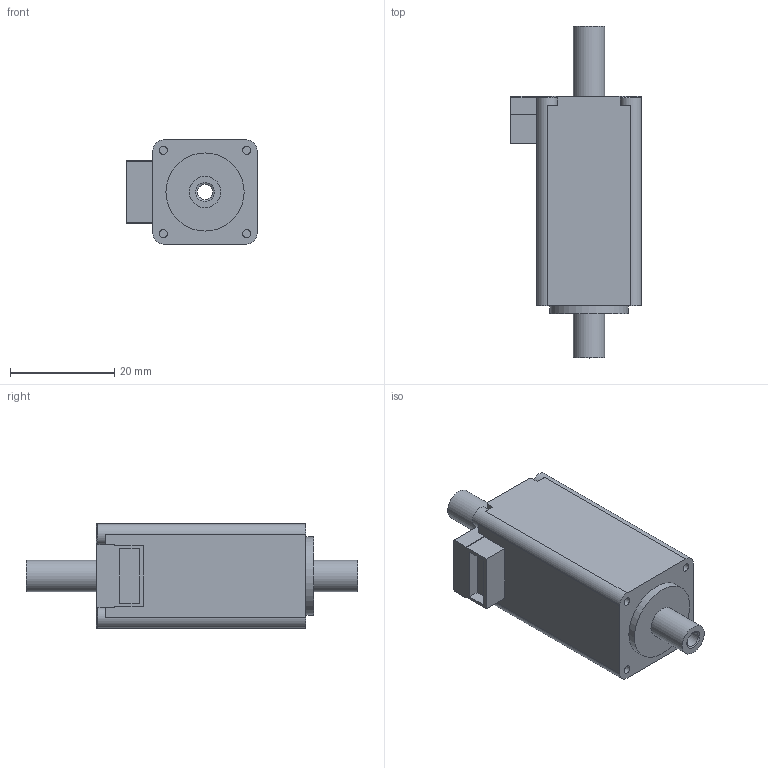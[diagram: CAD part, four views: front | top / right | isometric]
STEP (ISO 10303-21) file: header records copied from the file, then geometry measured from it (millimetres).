
FILE_DESCRIPTION(/* description */ (''),/* implementation_level */ '2;1');
FILE_NAME(/* name */ 'SCA2018M0804-L.stp',/* time_stamp */ '2021-11-08T16:26:52+01:00',/* author */ ('wujiahao'),/* organization */ ('Nanotec GmbH & Co. KG'),/* preprocessor_version */ 'ST-DEVELOPER v17.2',/* originating_system */ 'Autodesk Inventor 2019',/* authorisation */ '');
FILE_SCHEMA (('AUTOMOTIVE_DESIGN { 1 0 10303 214 3 1 1 }'));
Length unit declared in the file: millimetre
Products named in the file (1): SCA2018M0804-L
Bounding box: 25 x 63.7 x 20 mm (x, y, z)
Volume: 16780.6 mm3; surface area: 5308.9 mm2
Topology: 1 solids, 1 shells, 74 faces, 194 edges, 132 vertices
Faces by surface type: plane 54, cylinder 14, cone 6
Full cylindrical faces by diameter (mm): 1.221 x2, 1.567 x4, 3 x1, 4 x4, 6 x2, 15 x1
Entity records: 2355 total; most frequent: DIRECTION 412, CARTESIAN_POINT 401, ORIENTED_EDGE 388, EDGE_CURVE 194, AXIS2_PLACEMENT_3D 143, VERTEX_POINT 132, LINE 126, VECTOR 126
